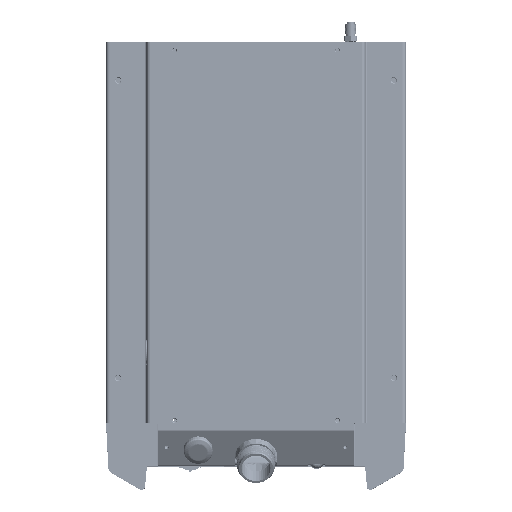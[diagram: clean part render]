
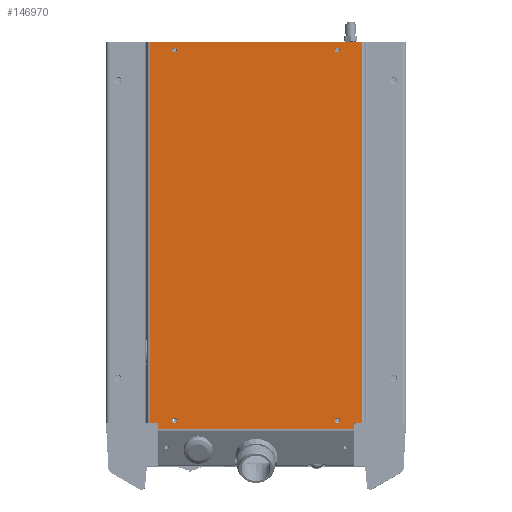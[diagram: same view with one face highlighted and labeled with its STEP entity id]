
A CAD part, top view. The second image highlights one B-rep face of the part: STEP entity #146970.
In plain terms, the highlighted planar face has unit normal (0, 0, 1).
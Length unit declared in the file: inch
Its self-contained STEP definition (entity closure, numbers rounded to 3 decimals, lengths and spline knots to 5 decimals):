
#3400 = CARTESIAN_POINT ( 'NONE',  ( 10.984, -4.75, 0. ) ) ;
#4002 = LINE ( 'NONE', #146756, #80232 ) ;
#4023 = AXIS2_PLACEMENT_3D ( 'NONE', #3400, #109901, #18687 ) ;
#7200 = CARTESIAN_POINT ( 'NONE',  ( 11.1245, -4.75, 0. ) ) ;
#8120 = FACE_BOUND ( 'NONE', #167328, .T. ) ;
#10096 = CARTESIAN_POINT ( 'NONE',  ( 11.136, 5.719, 0. ) ) ;
#10726 = LINE ( 'NONE', #72109, #91725 ) ;
#15943 = ORIENTED_EDGE ( 'NONE', *, *, #121986, .T. ) ;
#16002 = EDGE_CURVE ( 'NONE', #143355, #110095, #107444, .T. ) ;
#18687 = DIRECTION ( 'NONE',  ( 1., 0., 0. ) ) ;
#18800 = ORIENTED_EDGE ( 'NONE', *, *, #27417, .T. ) ;
#19711 = LINE ( 'NONE', #104507, #176798 ) ;
#20838 = CARTESIAN_POINT ( 'NONE',  ( 11.509, 5.719, 0. ) ) ;
#22584 = CIRCLE ( 'NONE', #184940, 0.1405 ) ;
#27417 = EDGE_CURVE ( 'NONE', #172208, #28529, #188741, .T. ) ;
#28529 = VERTEX_POINT ( 'NONE', #113031 ) ;
#28978 = CIRCLE ( 'NONE', #4023, 0.1405 ) ;
#30528 = CARTESIAN_POINT ( 'NONE',  ( 11.136, 5.719, 0. ) ) ;
#36556 = VERTEX_POINT ( 'NONE', #194239 ) ;
#38915 = CARTESIAN_POINT ( 'NONE',  ( -11.136, 6.18, 0. ) ) ;
#38974 = LINE ( 'NONE', #118232, #115227 ) ;
#40905 = CARTESIAN_POINT ( 'NONE',  ( 10.984, -4.75, 0. ) ) ;
#40954 = DIRECTION ( 'NONE',  ( 0., 0., -1. ) ) ;
#42169 = DIRECTION ( 'NONE',  ( 0., 0., 1. ) ) ;
#45653 = EDGE_LOOP ( 'NONE', ( #157124, #125010, #56901, #140378, #187994, #15943, #144217, #65045 ) ) ;
#46106 = ORIENTED_EDGE ( 'NONE', *, *, #195770, .F. ) ;
#48130 = CARTESIAN_POINT ( 'NONE',  ( 11.136, -5.719, 0. ) ) ;
#48532 = FACE_OUTER_BOUND ( 'NONE', #45653, .T. ) ;
#49147 = VERTEX_POINT ( 'NONE', #30528 ) ;
#50770 = CARTESIAN_POINT ( 'NONE',  ( 11.136, -6.18, 0. ) ) ;
#52375 = VECTOR ( 'NONE', #116590, 39.37008 ) ;
#53132 = EDGE_CURVE ( 'NONE', #65218, #105002, #157900, .T. ) ;
#55199 = EDGE_CURVE ( 'NONE', #28529, #172208, #190506, .T. ) ;
#55371 = CARTESIAN_POINT ( 'NONE',  ( -10.7765, 4.75, 0. ) ) ;
#56291 = DIRECTION ( 'NONE',  ( 1., 0., 0. ) ) ;
#56675 = CARTESIAN_POINT ( 'NONE',  ( -10.4955, 4.75, 0. ) ) ;
#56901 = ORIENTED_EDGE ( 'NONE', *, *, #157397, .T. ) ;
#57118 = AXIS2_PLACEMENT_3D ( 'NONE', #66092, #172449, #81420 ) ;
#57152 = CARTESIAN_POINT ( 'NONE',  ( 11.136, 0., 0. ) ) ;
#61339 = EDGE_CURVE ( 'NONE', #142362, #65308, #28978, .T. ) ;
#61344 = ORIENTED_EDGE ( 'NONE', *, *, #55199, .T. ) ;
#63130 = CARTESIAN_POINT ( 'NONE',  ( 11.1245, 4.75, 0. ) ) ;
#65045 = ORIENTED_EDGE ( 'NONE', *, *, #53132, .F. ) ;
#65218 = VERTEX_POINT ( 'NONE', #105546 ) ;
#65308 = VERTEX_POINT ( 'NONE', #84259 ) ;
#66092 = CARTESIAN_POINT ( 'NONE',  ( -10.636, 4.75, 0. ) ) ;
#67167 = CARTESIAN_POINT ( 'NONE',  ( 10.984, 4.75, 0. ) ) ;
#67885 = AXIS2_PLACEMENT_3D ( 'NONE', #133410, #42169, #148683 ) ;
#71451 = LINE ( 'NONE', #57152, #111927 ) ;
#72109 = CARTESIAN_POINT ( 'NONE',  ( 11.136, 0., 0. ) ) ;
#72528 = CARTESIAN_POINT ( 'NONE',  ( 11.509, 5.719, 0. ) ) ;
#72921 = CARTESIAN_POINT ( 'NONE',  ( -10.4955, -4.75, 0. ) ) ;
#73845 = CIRCLE ( 'NONE', #86051, 0.1405 ) ;
#74496 = EDGE_CURVE ( 'NONE', #196338, #122778, #73845, .T. ) ;
#76503 = DIRECTION ( 'NONE',  ( 1., 0., 0. ) ) ;
#78020 = EDGE_CURVE ( 'NONE', #122778, #196338, #189722, .T. ) ;
#80232 = VECTOR ( 'NONE', #100889, 39.37008 ) ;
#81420 = DIRECTION ( 'NONE',  ( 1., 0., 0. ) ) ;
#81542 = DIRECTION ( 'NONE',  ( 0., 0., -1. ) ) ;
#82319 = EDGE_CURVE ( 'NONE', #112227, #140384, #88461, .T. ) ;
#82525 = DIRECTION ( 'NONE',  ( 1., 0., 0. ) ) ;
#83409 = EDGE_CURVE ( 'NONE', #49147, #105002, #71451, .T. ) ;
#83472 = DIRECTION ( 'NONE',  ( 0., 0., 1. ) ) ;
#84259 = CARTESIAN_POINT ( 'NONE',  ( 10.8435, -4.75, 0. ) ) ;
#84924 = DIRECTION ( 'NONE',  ( 1., 0., 0. ) ) ;
#86051 = AXIS2_PLACEMENT_3D ( 'NONE', #132204, #40954, #147480 ) ;
#88461 = CIRCLE ( 'NONE', #67885, 0.1405 ) ;
#89121 = FACE_BOUND ( 'NONE', #158478, .T. ) ;
#91725 = VECTOR ( 'NONE', #102068, 39.37008 ) ;
#98722 = AXIS2_PLACEMENT_3D ( 'NONE', #67167, #173539, #82525 ) ;
#100889 = DIRECTION ( 'NONE',  ( 0., -1., 0. ) ) ;
#101995 = AXIS2_PLACEMENT_3D ( 'NONE', #172575, #81542, #187866 ) ;
#102068 = DIRECTION ( 'NONE',  ( 0., 1., 0. ) ) ;
#104324 = DIRECTION ( 'NONE',  ( 1., 0., 0. ) ) ;
#104507 = CARTESIAN_POINT ( 'NONE',  ( 11.136, -5.719, 0. ) ) ;
#105002 = VERTEX_POINT ( 'NONE', #159956 ) ;
#105546 = CARTESIAN_POINT ( 'NONE',  ( -11.136, 6.18, 0. ) ) ;
#107444 = LINE ( 'NONE', #20838, #112247 ) ;
#109901 = DIRECTION ( 'NONE',  ( 0., 0., 1. ) ) ;
#110095 = VERTEX_POINT ( 'NONE', #72528 ) ;
#110439 = ORIENTED_EDGE ( 'NONE', *, *, #74496, .T. ) ;
#110943 = ORIENTED_EDGE ( 'NONE', *, *, #61339, .F. ) ;
#111927 = VECTOR ( 'NONE', #178811, 39.37008 ) ;
#112227 = VERTEX_POINT ( 'NONE', #160750 ) ;
#112247 = VECTOR ( 'NONE', #127338, 39.37008 ) ;
#112715 = VECTOR ( 'NONE', #84924, 39.37008 ) ;
#113031 = CARTESIAN_POINT ( 'NONE',  ( 10.8435, 4.75, 0. ) ) ;
#114390 = EDGE_LOOP ( 'NONE', ( #18800, #61344 ) ) ;
#115227 = VECTOR ( 'NONE', #133502, 39.37008 ) ;
#116590 = DIRECTION ( 'NONE',  ( -1., 0., 0. ) ) ;
#117001 = PLANE ( 'NONE',  #174883 ) ;
#118232 = CARTESIAN_POINT ( 'NONE',  ( -11.136, -6.18, 0. ) ) ;
#119001 = AXIS2_PLACEMENT_3D ( 'NONE', #174480, #83472, #189809 ) ;
#119272 = ORIENTED_EDGE ( 'NONE', *, *, #139097, .F. ) ;
#120818 = ORIENTED_EDGE ( 'NONE', *, *, #82319, .F. ) ;
#121986 = EDGE_CURVE ( 'NONE', #110095, #49147, #128607, .T. ) ;
#122778 = VERTEX_POINT ( 'NONE', #56675 ) ;
#125010 = ORIENTED_EDGE ( 'NONE', *, *, #158306, .T. ) ;
#127338 = DIRECTION ( 'NONE',  ( 0., 1., 0. ) ) ;
#128607 = LINE ( 'NONE', #10096, #52375 ) ;
#129598 = FACE_BOUND ( 'NONE', #114390, .T. ) ;
#132204 = CARTESIAN_POINT ( 'NONE',  ( -10.636, 4.75, 0. ) ) ;
#133393 = EDGE_LOOP ( 'NONE', ( #134511, #110439 ) ) ;
#133410 = CARTESIAN_POINT ( 'NONE',  ( -10.636, -4.75, 0. ) ) ;
#133502 = DIRECTION ( 'NONE',  ( 1., 0., 0. ) ) ;
#133625 = CIRCLE ( 'NONE', #119001, 0.1405 ) ;
#134511 = ORIENTED_EDGE ( 'NONE', *, *, #78020, .T. ) ;
#139097 = EDGE_CURVE ( 'NONE', #140384, #112227, #133625, .T. ) ;
#140378 = ORIENTED_EDGE ( 'NONE', *, *, #163719, .T. ) ;
#140384 = VERTEX_POINT ( 'NONE', #72921 ) ;
#140725 = VERTEX_POINT ( 'NONE', #50770 ) ;
#142362 = VERTEX_POINT ( 'NONE', #7200 ) ;
#143355 = VERTEX_POINT ( 'NONE', #181724 ) ;
#144217 = ORIENTED_EDGE ( 'NONE', *, *, #83409, .T. ) ;
#146756 = CARTESIAN_POINT ( 'NONE',  ( -11.136, 0., 0. ) ) ;
#146970 = ADVANCED_FACE ( 'NONE', ( #129598, #165210, #89121, #8120, #48532 ), #117001, .T. ) ;
#147428 = DIRECTION ( 'NONE',  ( 0., 0., 1. ) ) ;
#147480 = DIRECTION ( 'NONE',  ( 1., 0., 0. ) ) ;
#148683 = DIRECTION ( 'NONE',  ( 1., 0., 0. ) ) ;
#157124 = ORIENTED_EDGE ( 'NONE', *, *, #180412, .T. ) ;
#157161 = VERTEX_POINT ( 'NONE', #48130 ) ;
#157397 = EDGE_CURVE ( 'NONE', #140725, #157161, #10726, .T. ) ;
#157900 = LINE ( 'NONE', #38915, #112715 ) ;
#158306 = EDGE_CURVE ( 'NONE', #36556, #140725, #38974, .T. ) ;
#158478 = EDGE_LOOP ( 'NONE', ( #110943, #46106 ) ) ;
#159956 = CARTESIAN_POINT ( 'NONE',  ( 11.136, 6.18, 0. ) ) ;
#160750 = CARTESIAN_POINT ( 'NONE',  ( -10.7765, -4.75, 0. ) ) ;
#163719 = EDGE_CURVE ( 'NONE', #157161, #143355, #19711, .T. ) ;
#165210 = FACE_BOUND ( 'NONE', #133393, .T. ) ;
#167328 = EDGE_LOOP ( 'NONE', ( #119272, #120818 ) ) ;
#172208 = VERTEX_POINT ( 'NONE', #63130 ) ;
#172449 = DIRECTION ( 'NONE',  ( 0., 0., -1. ) ) ;
#172575 = CARTESIAN_POINT ( 'NONE',  ( 10.984, 4.75, 0. ) ) ;
#173539 = DIRECTION ( 'NONE',  ( 0., 0., -1. ) ) ;
#174480 = CARTESIAN_POINT ( 'NONE',  ( -10.636, -4.75, 0. ) ) ;
#174883 = AXIS2_PLACEMENT_3D ( 'NONE', #180037, #195368, #104324 ) ;
#176798 = VECTOR ( 'NONE', #76503, 39.37008 ) ;
#178811 = DIRECTION ( 'NONE',  ( 0., 1., 0. ) ) ;
#180037 = CARTESIAN_POINT ( 'NONE',  ( -11.136, -6.38, 0. ) ) ;
#180412 = EDGE_CURVE ( 'NONE', #65218, #36556, #4002, .T. ) ;
#181724 = CARTESIAN_POINT ( 'NONE',  ( 11.509, -5.719, 0. ) ) ;
#184940 = AXIS2_PLACEMENT_3D ( 'NONE', #40905, #147428, #56291 ) ;
#187866 = DIRECTION ( 'NONE',  ( 1., 0., 0. ) ) ;
#187994 = ORIENTED_EDGE ( 'NONE', *, *, #16002, .T. ) ;
#188741 = CIRCLE ( 'NONE', #101995, 0.1405 ) ;
#189722 = CIRCLE ( 'NONE', #57118, 0.1405 ) ;
#189809 = DIRECTION ( 'NONE',  ( 1., 0., 0. ) ) ;
#190506 = CIRCLE ( 'NONE', #98722, 0.1405 ) ;
#194239 = CARTESIAN_POINT ( 'NONE',  ( -11.136, -6.18, 0. ) ) ;
#195368 = DIRECTION ( 'NONE',  ( 0., 0., 1. ) ) ;
#195770 = EDGE_CURVE ( 'NONE', #65308, #142362, #22584, .T. ) ;
#196338 = VERTEX_POINT ( 'NONE', #55371 ) ;
